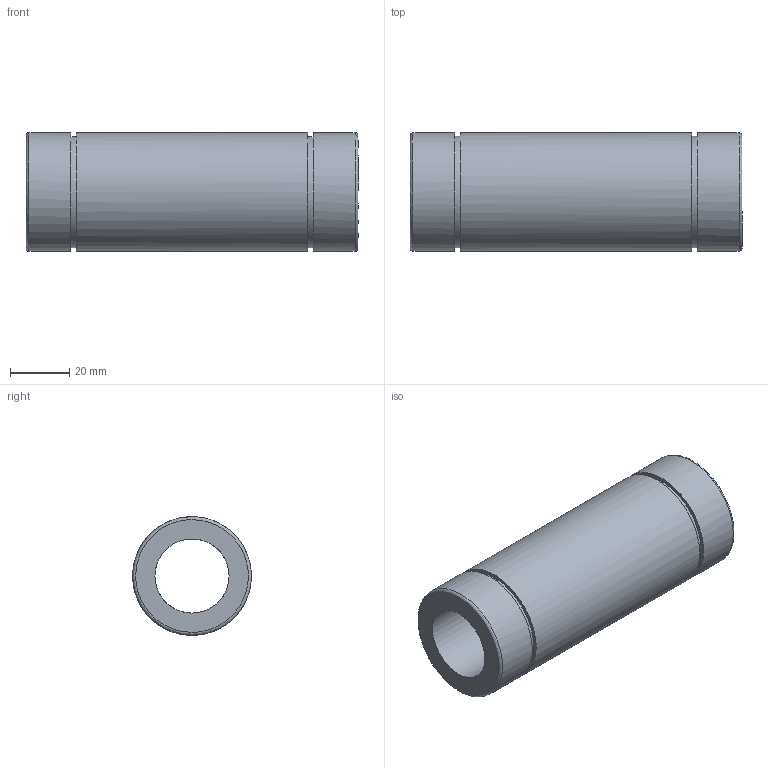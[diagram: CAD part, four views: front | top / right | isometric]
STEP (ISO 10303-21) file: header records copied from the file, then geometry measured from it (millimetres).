
FILE_DESCRIPTION ((), '1');
FILE_NAME ('TK00-025.stp', '2020-09-08T12:32:02', ('Unknown'), ('Unknown'), 'HarmonyWare STEP v2.0.5', 'Vectorworks', '');
FILE_SCHEMA (('CONFIG_CONTROL_DESIGN'));
Length unit declared in the file: millimetre
Products named in the file (1): NONE
Bounding box: 112 x 40 x 40 mm (x, y, z)
Volume: 85536.1 mm3; surface area: 24916.7 mm2
Topology: 1 solids, 1 shells, 14 faces, 46 edges, 38 vertices
Faces by surface type: bspline 14
Entity records: 733 total; most frequent: CARTESIAN_POINT 398, ORIENTED_EDGE 92, EDGE_CURVE 46, VERTEX_POINT 38, EDGE_LOOP 20, FACE_OUTER_BOUND 14, ADVANCED_FACE 14, PERSON 8
